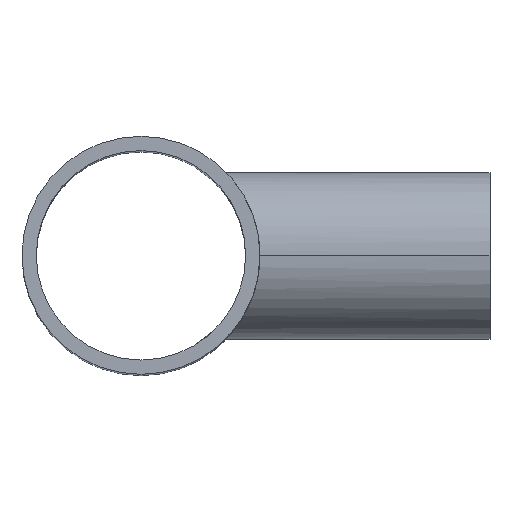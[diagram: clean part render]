
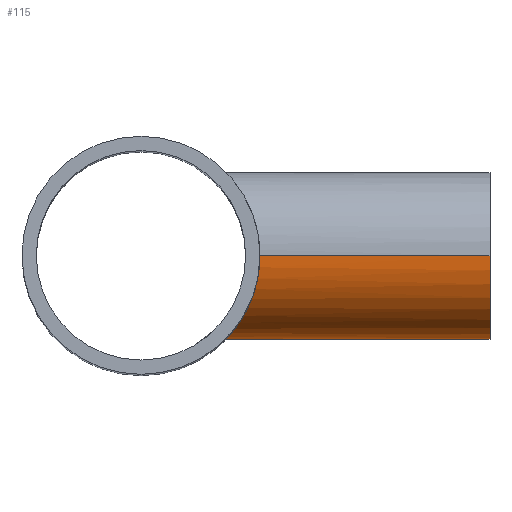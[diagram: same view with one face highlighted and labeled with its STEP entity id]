
A CAD part, top view. The second image highlights one B-rep face of the part: STEP entity #115.
In plain terms, the highlighted cylindrical face has radius 31.5 mm (diameter 63 mm), a partial arc.
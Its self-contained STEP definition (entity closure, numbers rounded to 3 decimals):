
#1 = CARTESIAN_POINT ( 'NONE',  ( 32.656, -30.962, -5.824 ) ) ;
#16 = CARTESIAN_POINT ( 'NONE',  ( 41.703, -16.931, -26.582 ) ) ;
#19 = CARTESIAN_POINT ( 'NONE',  ( 39.86, -20.948, -23.61 ) ) ;
#21 = CARTESIAN_POINT ( 'NONE',  ( 42.525, -14.725, -27.851 ) ) ;
#27 = VECTOR ( 'NONE', #652, 1000. ) ;
#31 = CARTESIAN_POINT ( 'NONE',  ( 34.749, -28.593, -13.226 ) ) ;
#42 = CARTESIAN_POINT ( 'NONE',  ( 34.247, -29.193, 11.845 ) ) ;
#48 = DIRECTION ( 'NONE',  ( 0., 0., -1. ) ) ;
#49 = CARTESIAN_POINT ( 'NONE',  ( 45., -2.166, 31.5 ) ) ;
#53 = CARTESIAN_POINT ( 'NONE',  ( 32.411, -31.217, -4.244 ) ) ;
#57 = VECTOR ( 'NONE', #563, 1000. ) ;
#68 = ORIENTED_EDGE ( 'NONE', *, *, #80, .T. ) ;
#69 = CARTESIAN_POINT ( 'NONE',  ( 38.648, -23.065, -21.477 ) ) ;
#80 = EDGE_CURVE ( 'NONE', #269, #239, #413, .T. ) ;
#85 = CARTESIAN_POINT ( 'NONE',  ( 42.05, -16.031, 27.12 ) ) ;
#89 = CARTESIAN_POINT ( 'NONE',  ( 45., 0., -31.5 ) ) ;
#90 = CARTESIAN_POINT ( 'NONE',  ( 37.429, -24.992, 19.2 ) ) ;
#95 = CARTESIAN_POINT ( 'NONE',  ( 33.206, -30.373, 8.415 ) ) ;
#102 = CARTESIAN_POINT ( 'NONE',  ( 32.136, -31.5, -1.063 ) ) ;
#106 = CARTESIAN_POINT ( 'NONE',  ( 44.962, -2.135, -31.446 ) ) ;
#115 = ADVANCED_FACE ( 'NONE', ( #588 ), #273, .T. ) ;
#117 = CARTESIAN_POINT ( 'NONE',  ( 44.8, -4.271, -31.214 ) ) ;
#134 = VERTEX_POINT ( 'NONE', #331 ) ;
#142 = LINE ( 'NONE', #451, #27 ) ;
#148 = CARTESIAN_POINT ( 'NONE',  ( 43.538, -11.42, 29.375 ) ) ;
#153 = CARTESIAN_POINT ( 'NONE',  ( 33.625, -29.906, 9.906 ) ) ;
#158 = CARTESIAN_POINT ( 'NONE',  ( 32.405, -31.224, 4.299 ) ) ;
#162 = CARTESIAN_POINT ( 'NONE',  ( 38.24, -23.732, -20.737 ) ) ;
#174 = CARTESIAN_POINT ( 'NONE',  ( 43.812, -10.464, -29.784 ) ) ;
#179 = AXIS2_PLACEMENT_3D ( 'NONE', #567, #412, #48 ) ;
#187 = CARTESIAN_POINT ( 'NONE',  ( 37.029, -25.579, -18.41 ) ) ;
#202 = CARTESIAN_POINT ( 'NONE',  ( 42.696, -14.245, 28.114 ) ) ;
#206 = CARTESIAN_POINT ( 'NONE',  ( 32.15, -31.486, 1.08 ) ) ;
#218 = EDGE_CURVE ( 'NONE', #134, #269, #142, .T. ) ;
#219 = CARTESIAN_POINT ( 'NONE',  ( 42.044, -16.069, -27.112 ) ) ;
#223 = CARTESIAN_POINT ( 'NONE',  ( 42.681, -14.268, -28.088 ) ) ;
#224 = DIRECTION ( 'NONE',  ( -1., 0., 0. ) ) ;
#225 = VERTEX_POINT ( 'NONE', #488 ) ;
#233 = CARTESIAN_POINT ( 'NONE',  ( 35.108, -28.152, -14.142 ) ) ;
#238 = CARTESIAN_POINT ( 'NONE',  ( 40.631, -19.429, 24.877 ) ) ;
#239 = VERTEX_POINT ( 'NONE', #89 ) ;
#245 = CARTESIAN_POINT ( 'NONE',  ( 34.085, -29.381, 11.369 ) ) ;
#250 = CARTESIAN_POINT ( 'NONE',  ( 42.994, -13.322, 28.563 ) ) ;
#253 = LINE ( 'NONE', #299, #57 ) ;
#254 = CARTESIAN_POINT ( 'NONE',  ( 32.566, -31.056, -5.297 ) ) ;
#261 = CARTESIAN_POINT ( 'NONE',  ( 44.62, -5.862, -30.954 ) ) ;
#266 = EDGE_CURVE ( 'NONE', #134, #225, #637, .T. ) ;
#269 = VERTEX_POINT ( 'NONE', #305 ) ;
#272 = ORIENTED_EDGE ( 'NONE', *, *, #218, .T. ) ;
#273 = CYLINDRICAL_SURFACE ( 'NONE', #428, 31.5 ) ;
#286 = CARTESIAN_POINT ( 'NONE',  ( 33.731, -29.805, -10.399 ) ) ;
#291 = CARTESIAN_POINT ( 'NONE',  ( 41.708, -16.901, 26.587 ) ) ;
#296 = CARTESIAN_POINT ( 'NONE',  ( 37.025, -25.585, 18.402 ) ) ;
#299 = CARTESIAN_POINT ( 'NONE',  ( 132., 0., -31.5 ) ) ;
#301 = CARTESIAN_POINT ( 'NONE',  ( 32.963, -30.635, 7.405 ) ) ;
#305 = CARTESIAN_POINT ( 'NONE',  ( 45., 0., 31.5 ) ) ;
#306 = CARTESIAN_POINT ( 'NONE',  ( 32.346, -31.285, -3.716 ) ) ;
#321 = CARTESIAN_POINT ( 'NONE',  ( 45., 0., -31.5 ) ) ;
#331 = CARTESIAN_POINT ( 'NONE',  ( 132., 0., 31.5 ) ) ;
#333 = EDGE_CURVE ( 'NONE', #225, #239, #253, .T. ) ;
#348 = CARTESIAN_POINT ( 'NONE',  ( 45., 0., 31.5 ) ) ;
#359 = CARTESIAN_POINT ( 'NONE',  ( 32.204, -31.431, 2.156 ) ) ;
#363 = CARTESIAN_POINT ( 'NONE',  ( 32.19, -31.446, -2.128 ) ) ;
#384 = CARTESIAN_POINT ( 'NONE',  ( 40.635, -19.418, -24.884 ) ) ;
#398 = CARTESIAN_POINT ( 'NONE',  ( 37.432, -24.989, -19.204 ) ) ;
#403 = CARTESIAN_POINT ( 'NONE',  ( 44.475, -6.874, 30.745 ) ) ;
#408 = CARTESIAN_POINT ( 'NONE',  ( 44.392, -7.389, 30.626 ) ) ;
#412 = DIRECTION ( 'NONE',  ( 1., 0., 0. ) ) ;
#413 = B_SPLINE_CURVE_WITH_KNOTS ( 'NONE', 3,
 ( #348, #49, #501, #403, #408, #462, #614, #667, #148, #250, #202, #559, #85, #291, #624, #238, #515, #659, #610, #90, #296, #505, #414, #42, #245, #564, #153, #95, #301, #511, #158, #619, #359, #206, #569, #102, #363, #306, #53, #254, #1, #573, #286, #496, #31, #233, #453, #604, #653, #187, #398, #162, #69, #19, #384, #16, #219, #21, #223, #584, #431, #174, #524, #261, #626, #117, #519, #106, #638, #321 ),
 .UNSPECIFIED., .F., .F.,
 ( 4, 2, 2, 2, 2, 2, 2, 2, 2, 2, 2, 2, 2, 2, 2, 2, 2, 2, 2, 2, 2, 2, 2, 2, 2, 2, 2, 2, 2, 2, 2, 2, 2, 2, 4 ),
 ( 0., 0.006, 0.008, 0.01, 0.013, 0.016, 0.018, 0.019, 0.026, 0.029, 0.032, 0.038, 0.04, 0.042, 0.045, 0.048, 0.05, 0.051, 0.054, 0.056, 0.058, 0.064, 0.066, 0.067, 0.07, 0.074, 0.077, 0.083, 0.086, 0.088, 0.09, 0.096, 0.098, 0.099, 0.102 ),
 .UNSPECIFIED. ) ;
#414 = CARTESIAN_POINT ( 'NONE',  ( 35.084, -28.199, 14.184 ) ) ;
#428 = AXIS2_PLACEMENT_3D ( 'NONE', #482, #224, #633 ) ;
#431 = CARTESIAN_POINT ( 'NONE',  ( 43.126, -12.86, -28.76 ) ) ;
#437 = ORIENTED_EDGE ( 'NONE', *, *, #333, .F. ) ;
#451 = CARTESIAN_POINT ( 'NONE',  ( 132., 0., 31.5 ) ) ;
#453 = CARTESIAN_POINT ( 'NONE',  ( 35.292, -27.921, -14.591 ) ) ;
#462 = CARTESIAN_POINT ( 'NONE',  ( 44.209, -8.414, 30.36 ) ) ;
#482 = CARTESIAN_POINT ( 'NONE',  ( 132., 0., 0. ) ) ;
#488 = CARTESIAN_POINT ( 'NONE',  ( 132., 0., -31.5 ) ) ;
#496 = CARTESIAN_POINT ( 'NONE',  ( 34.574, -28.805, -12.759 ) ) ;
#501 = CARTESIAN_POINT ( 'NONE',  ( 44.845, -4.284, 31.279 ) ) ;
#505 = CARTESIAN_POINT ( 'NONE',  ( 35.84, -27.246, 15.932 ) ) ;
#511 = CARTESIAN_POINT ( 'NONE',  ( 32.563, -31.061, 5.347 ) ) ;
#515 = CARTESIAN_POINT ( 'NONE',  ( 39.854, -20.959, 23.599 ) ) ;
#519 = CARTESIAN_POINT ( 'NONE',  ( 44.848, -3.736, -31.282 ) ) ;
#524 = CARTESIAN_POINT ( 'NONE',  ( 44.246, -8.467, -30.415 ) ) ;
#551 = ORIENTED_EDGE ( 'NONE', *, *, #266, .F. ) ;
#559 = CARTESIAN_POINT ( 'NONE',  ( 42.216, -15.59, 27.377 ) ) ;
#563 = DIRECTION ( 'NONE',  ( -1., 0., 0. ) ) ;
#564 = CARTESIAN_POINT ( 'NONE',  ( 33.774, -29.738, 10.4 ) ) ;
#567 = CARTESIAN_POINT ( 'NONE',  ( 132., 0., 0. ) ) ;
#569 = CARTESIAN_POINT ( 'NONE',  ( 32.137, -31.5, 0.543 ) ) ;
#573 = CARTESIAN_POINT ( 'NONE',  ( 33.16, -30.427, -8.426 ) ) ;
#584 = CARTESIAN_POINT ( 'NONE',  ( 42.981, -13.335, -28.543 ) ) ;
#588 = FACE_OUTER_BOUND ( 'NONE', #655, .T. ) ;
#604 = CARTESIAN_POINT ( 'NONE',  ( 35.853, -27.202, -15.915 ) ) ;
#610 = CARTESIAN_POINT ( 'NONE',  ( 38.246, -23.724, 20.746 ) ) ;
#614 = CARTESIAN_POINT ( 'NONE',  ( 44.109, -8.925, 30.214 ) ) ;
#619 = CARTESIAN_POINT ( 'NONE',  ( 32.245, -31.389, 2.697 ) ) ;
#624 = CARTESIAN_POINT ( 'NONE',  ( 41.532, -17.33, 26.309 ) ) ;
#626 = CARTESIAN_POINT ( 'NONE',  ( 44.686, -5.335, -31.05 ) ) ;
#633 = DIRECTION ( 'NONE',  ( 0., 0., 1. ) ) ;
#637 = CIRCLE ( 'NONE', #179, 31.5 ) ;
#638 = CARTESIAN_POINT ( 'NONE',  ( 45., -1.067, -31.5 ) ) ;
#652 = DIRECTION ( 'NONE',  ( -1., 0., 0. ) ) ;
#653 = CARTESIAN_POINT ( 'NONE',  ( 36.24, -26.686, -16.766 ) ) ;
#655 = EDGE_LOOP ( 'NONE', ( #437, #551, #272, #68 ) ) ;
#659 = CARTESIAN_POINT ( 'NONE',  ( 38.652, -23.058, 21.484 ) ) ;
#667 = CARTESIAN_POINT ( 'NONE',  ( 43.784, -10.44, 29.738 ) ) ;
